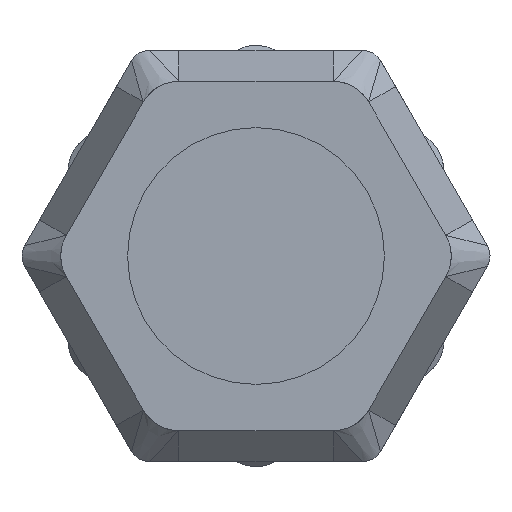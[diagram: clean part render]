
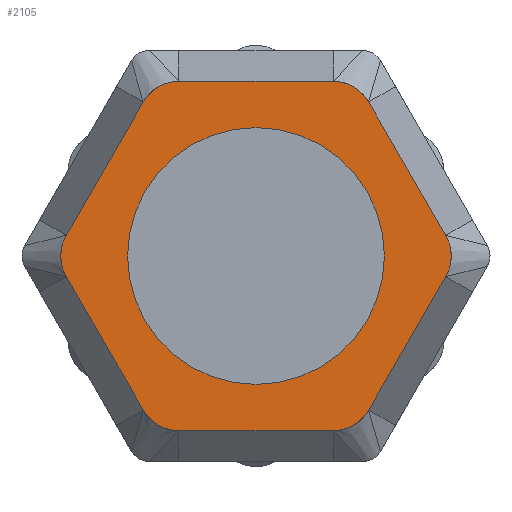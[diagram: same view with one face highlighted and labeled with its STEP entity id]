
A CAD part, front view. The second image highlights one B-rep face of the part: STEP entity #2105.
In plain terms, the highlighted planar face has unit normal (0, -1, 0).
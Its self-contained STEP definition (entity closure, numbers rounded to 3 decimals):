
#16=CARTESIAN_POINT('',(-0.751,-6.5,1.3));
#17=DIRECTION('',(0.,-1.,0.));
#18=DIRECTION('',(0.,0.,1.));
#19=AXIS2_PLACEMENT_3D('',#16,#17,#18);
#25=DIRECTION('',(-1.,0.,0.));
#26=VECTOR('',#25,1.501);
#27=CARTESIAN_POINT('',(0.75,-6.5,1.7));
#28=LINE('',#27,#26);
#32=CARTESIAN_POINT('',(0.751,-6.5,1.3));
#33=DIRECTION('',(0.,-1.,0.));
#34=DIRECTION('',(0.866,0.,0.5));
#35=AXIS2_PLACEMENT_3D('',#32,#33,#34);
#40=DIRECTION('',(-0.5,0.,0.866));
#41=VECTOR('',#40,1.501);
#42=CARTESIAN_POINT('',(1.847,-6.5,0.2));
#43=LINE('',#42,#41);
#47=CARTESIAN_POINT('',(1.501,-6.5,0.));
#48=DIRECTION('',(0.,-1.,0.));
#49=DIRECTION('',(0.866,0.,-0.5));
#50=AXIS2_PLACEMENT_3D('',#47,#48,#49);
#55=DIRECTION('',(0.5,0.,0.866));
#56=VECTOR('',#55,1.501);
#57=CARTESIAN_POINT('',(1.097,-6.5,-1.5));
#58=LINE('',#57,#56);
#62=CARTESIAN_POINT('',(0.751,-6.5,-1.3));
#63=DIRECTION('',(0.,-1.,0.));
#64=DIRECTION('',(0.,0.,-1.));
#65=AXIS2_PLACEMENT_3D('',#62,#63,#64);
#70=DIRECTION('',(1.,0.,0.));
#71=VECTOR('',#70,1.501);
#72=CARTESIAN_POINT('',(-0.75,-6.5,-1.7));
#73=LINE('',#72,#71);
#77=CARTESIAN_POINT('',(-0.751,-6.5,-1.3));
#78=DIRECTION('',(0.,-1.,0.));
#79=DIRECTION('',(-0.866,0.,-0.5));
#80=AXIS2_PLACEMENT_3D('',#77,#78,#79);
#85=DIRECTION('',(0.5,0.,-0.866));
#86=VECTOR('',#85,1.501);
#87=CARTESIAN_POINT('',(-1.847,-6.5,-0.2));
#88=LINE('',#87,#86);
#92=CARTESIAN_POINT('',(-1.501,-6.5,0.));
#93=DIRECTION('',(0.,-1.,0.));
#94=DIRECTION('',(-0.866,0.,0.5));
#95=AXIS2_PLACEMENT_3D('',#92,#93,#94);
#100=DIRECTION('',(-0.5,0.,-0.866));
#101=VECTOR('',#100,1.501);
#102=CARTESIAN_POINT('',(-1.097,-6.5,1.5));
#103=LINE('',#102,#101);
#107=CARTESIAN_POINT('',(0.,-6.5,0.));
#108=DIRECTION('',(0.,-1.,0.));
#109=DIRECTION('',(1.,0.,0.));
#110=AXIS2_PLACEMENT_3D('',#107,#108,#109);
#115=CARTESIAN_POINT('',(0.,-6.5,0.));
#116=DIRECTION('',(0.,-1.,0.));
#117=DIRECTION('',(-1.,0.,0.));
#118=AXIS2_PLACEMENT_3D('',#115,#116,#117);
#1992=CARTESIAN_POINT('',(1.25,-6.5,0.));
#1993=CARTESIAN_POINT('',(-1.25,-6.5,0.));
#1994=VERTEX_POINT('',#1992);
#1995=VERTEX_POINT('',#1993);
#2044=CARTESIAN_POINT('',(-0.751,-6.5,1.7));
#2045=CARTESIAN_POINT('',(-1.097,-6.5,1.5));
#2046=VERTEX_POINT('',#2044);
#2047=VERTEX_POINT('',#2045);
#2048=CARTESIAN_POINT('',(1.097,-6.5,1.5));
#2049=CARTESIAN_POINT('',(0.751,-6.5,1.7));
#2050=VERTEX_POINT('',#2048);
#2051=VERTEX_POINT('',#2049);
#2052=CARTESIAN_POINT('',(1.848,-6.5,-0.2));
#2053=CARTESIAN_POINT('',(1.848,-6.5,0.2));
#2054=VERTEX_POINT('',#2052);
#2055=VERTEX_POINT('',#2053);
#2056=CARTESIAN_POINT('',(0.751,-6.5,-1.7));
#2057=CARTESIAN_POINT('',(1.097,-6.5,-1.5));
#2058=VERTEX_POINT('',#2056);
#2059=VERTEX_POINT('',#2057);
#2060=CARTESIAN_POINT('',(-1.097,-6.5,-1.5));
#2061=CARTESIAN_POINT('',(-0.751,-6.5,-1.7));
#2062=VERTEX_POINT('',#2060);
#2063=VERTEX_POINT('',#2061);
#2064=CARTESIAN_POINT('',(-1.848,-6.5,0.2));
#2065=CARTESIAN_POINT('',(-1.848,-6.5,-0.2));
#2066=VERTEX_POINT('',#2064);
#2067=VERTEX_POINT('',#2065);
#2068=CARTESIAN_POINT('',(0.,-6.5,0.));
#2069=DIRECTION('',(0.,1.,0.));
#2070=DIRECTION('',(1.,0.,0.));
#2071=AXIS2_PLACEMENT_3D('',#2068,#2069,#2070);
#2072=PLANE('',#2071);
#2074=ORIENTED_EDGE('',*,*,#2073,.F.);
#2076=ORIENTED_EDGE('',*,*,#2075,.F.);
#2078=ORIENTED_EDGE('',*,*,#2077,.F.);
#2080=ORIENTED_EDGE('',*,*,#2079,.F.);
#2082=ORIENTED_EDGE('',*,*,#2081,.F.);
#2084=ORIENTED_EDGE('',*,*,#2083,.F.);
#2086=ORIENTED_EDGE('',*,*,#2085,.F.);
#2088=ORIENTED_EDGE('',*,*,#2087,.F.);
#2090=ORIENTED_EDGE('',*,*,#2089,.F.);
#2092=ORIENTED_EDGE('',*,*,#2091,.F.);
#2094=ORIENTED_EDGE('',*,*,#2093,.F.);
#2096=ORIENTED_EDGE('',*,*,#2095,.F.);
#2097=EDGE_LOOP('',(#2074,#2076,#2078,#2080,#2082,#2084,#2086,#2088,#2090,#2092,
#2094,#2096));
#2098=FACE_OUTER_BOUND('',#2097,.F.);
#2100=ORIENTED_EDGE('',*,*,#2099,.T.);
#2102=ORIENTED_EDGE('',*,*,#2101,.T.);
#2103=EDGE_LOOP('',(#2100,#2102));
#2104=FACE_BOUND('',#2103,.F.);
#20=CIRCLE('',#19,0.4);
#36=CIRCLE('',#35,0.4);
#51=CIRCLE('',#50,0.4);
#66=CIRCLE('',#65,0.4);
#81=CIRCLE('',#80,0.4);
#96=CIRCLE('',#95,0.4);
#111=CIRCLE('',#110,1.25);
#119=CIRCLE('',#118,1.25);
#2073=EDGE_CURVE('',#2046,#2047,#20,.T.);
#2075=EDGE_CURVE('',#2051,#2046,#28,.T.);
#2077=EDGE_CURVE('',#2050,#2051,#36,.T.);
#2079=EDGE_CURVE('',#2055,#2050,#43,.T.);
#2081=EDGE_CURVE('',#2054,#2055,#51,.T.);
#2083=EDGE_CURVE('',#2059,#2054,#58,.T.);
#2085=EDGE_CURVE('',#2058,#2059,#66,.T.);
#2087=EDGE_CURVE('',#2063,#2058,#73,.T.);
#2089=EDGE_CURVE('',#2062,#2063,#81,.T.);
#2091=EDGE_CURVE('',#2067,#2062,#88,.T.);
#2093=EDGE_CURVE('',#2066,#2067,#96,.T.);
#2095=EDGE_CURVE('',#2047,#2066,#103,.T.);
#2099=EDGE_CURVE('',#1994,#1995,#111,.T.);
#2101=EDGE_CURVE('',#1995,#1994,#119,.T.);
#2105=ADVANCED_FACE('',(#2098,#2104),#2072,.F.);
